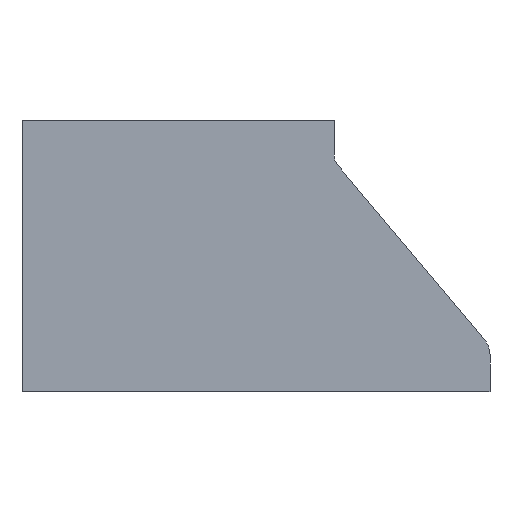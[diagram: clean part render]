
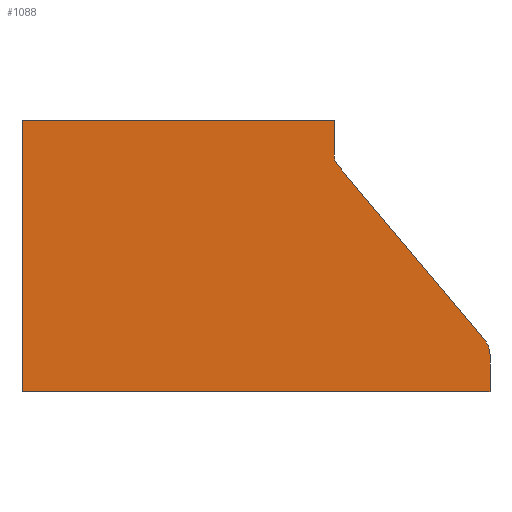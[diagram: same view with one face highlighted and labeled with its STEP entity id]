
A CAD part, front view. The second image highlights one B-rep face of the part: STEP entity #1088.
In plain terms, the highlighted planar face has unit normal (0, -1, 0).
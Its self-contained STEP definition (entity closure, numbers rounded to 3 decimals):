
#68 = VECTOR ( 'NONE', #797, 1000. ) ;
#155 = LINE ( 'NONE', #792, #160 ) ;
#160 = VECTOR ( 'NONE', #817, 1000. ) ;
#167 = LINE ( 'NONE', #833, #170 ) ;
#169 = LINE ( 'NONE', #928, #172 ) ;
#170 = VECTOR ( 'NONE', #800, 1000. ) ;
#172 = VECTOR ( 'NONE', #801, 1000. ) ;
#247 = LINE ( 'NONE', #971, #250 ) ;
#250 = VECTOR ( 'NONE', #970, 1000. ) ;
#314 = FACE_OUTER_BOUND ( 'NONE', #1611, .T. ) ;
#368 = CIRCLE ( 'NONE', #748, 30. ) ;
#369 = LINE ( 'NONE', #1145, #371 ) ;
#370 = CIRCLE ( 'NONE', #747, 20. ) ;
#371 = VECTOR ( 'NONE', #1143, 1000. ) ;
#474 = EDGE_CURVE ( 'NONE', #1660, #1726, #1760, .T. ) ;
#556 = EDGE_CURVE ( 'NONE', #1701, #1655, #155, .T. ) ;
#561 = EDGE_CURVE ( 'NONE', #1726, #1701, #167, .T. ) ;
#562 = EDGE_CURVE ( 'NONE', #1656, #1655, #169, .T. ) ;
#581 = CARTESIAN_POINT ( 'NONE',  ( 200., 0., -348. ) ) ;
#583 = CARTESIAN_POINT ( 'NONE',  ( 600., 0., 0. ) ) ;
#606 = CARTESIAN_POINT ( 'NONE',  ( 200., 0., 0. ) ) ;
#610 = CARTESIAN_POINT ( 'NONE',  ( 604.688, 0., -57.3 ) ) ;
#612 = CARTESIAN_POINT ( 'NONE',  ( 792.967, 0., -281.352 ) ) ;
#663 = CARTESIAN_POINT ( 'NONE',  ( 800., 0., -348. ) ) ;
#671 = CARTESIAN_POINT ( 'NONE',  ( 600., 0., -44.433 ) ) ;
#702 = EDGE_CURVE ( 'NONE', #1660, #1729, #247, .T. ) ;
#747 = AXIS2_PLACEMENT_3D ( 'NONE', #1130, #1129, #1128 ) ;
#748 = AXIS2_PLACEMENT_3D ( 'NONE', #1135, #1134, #1133 ) ;
#764 = AXIS2_PLACEMENT_3D ( 'NONE', #1246, #1241, #1240 ) ;
#792 = CARTESIAN_POINT ( 'NONE',  ( -200., 0., 0. ) ) ;
#797 = DIRECTION ( 'NONE',  ( -1., 0., 0. ) ) ;
#800 = DIRECTION ( 'NONE',  ( 0., 0., 1. ) ) ;
#801 = DIRECTION ( 'NONE',  ( 0., 0., 1. ) ) ;
#817 = DIRECTION ( 'NONE',  ( 1., 0., 0. ) ) ;
#833 = CARTESIAN_POINT ( 'NONE',  ( 200., 0., 0. ) ) ;
#927 = CARTESIAN_POINT ( 'NONE',  ( -400., 0., -348. ) ) ;
#928 = CARTESIAN_POINT ( 'NONE',  ( 600., 0., 0. ) ) ;
#953 = CARTESIAN_POINT ( 'NONE',  ( 800., 0., -300.652 ) ) ;
#970 = DIRECTION ( 'NONE',  ( 0., 0., 1. ) ) ;
#971 = CARTESIAN_POINT ( 'NONE',  ( 800., 0., -300.652 ) ) ;
#1088 = ADVANCED_FACE ( 'NONE', ( #314 ), #1242, .F. ) ;
#1128 = DIRECTION ( 'NONE',  ( 0., 0., 1. ) ) ;
#1129 = DIRECTION ( 'NONE',  ( 0., 1., 0. ) ) ;
#1130 = CARTESIAN_POINT ( 'NONE',  ( 620., 0., -44.433 ) ) ;
#1133 = DIRECTION ( 'NONE',  ( 0., 0., 1. ) ) ;
#1134 = DIRECTION ( 'NONE',  ( 0., -1., 0. ) ) ;
#1135 = CARTESIAN_POINT ( 'NONE',  ( 770., 0., -300.652 ) ) ;
#1143 = DIRECTION ( 'NONE',  ( -0.643, 0., 0.766 ) ) ;
#1145 = CARTESIAN_POINT ( 'NONE',  ( 604.688, 0., -57.3 ) ) ;
#1240 = DIRECTION ( 'NONE',  ( 0., 0., 1. ) ) ;
#1241 = DIRECTION ( 'NONE',  ( 0., 1., 0. ) ) ;
#1242 = PLANE ( 'NONE',  #764 ) ;
#1246 = CARTESIAN_POINT ( 'NONE',  ( -220., 0., -44.433 ) ) ;
#1352 = EDGE_CURVE ( 'NONE', #1729, #1696, #368, .T. ) ;
#1353 = EDGE_CURVE ( 'NONE', #1696, #1697, #369, .T. ) ;
#1354 = EDGE_CURVE ( 'NONE', #1697, #1656, #370, .T. ) ;
#1512 = ORIENTED_EDGE ( 'NONE', *, *, #562, .T. ) ;
#1513 = ORIENTED_EDGE ( 'NONE', *, *, #1354, .T. ) ;
#1514 = ORIENTED_EDGE ( 'NONE', *, *, #1353, .T. ) ;
#1515 = ORIENTED_EDGE ( 'NONE', *, *, #1352, .T. ) ;
#1516 = ORIENTED_EDGE ( 'NONE', *, *, #702, .T. ) ;
#1517 = ORIENTED_EDGE ( 'NONE', *, *, #474, .F. ) ;
#1518 = ORIENTED_EDGE ( 'NONE', *, *, #561, .F. ) ;
#1519 = ORIENTED_EDGE ( 'NONE', *, *, #556, .F. ) ;
#1611 = EDGE_LOOP ( 'NONE', ( #1519, #1518, #1517, #1516, #1515, #1514, #1513, #1512 ) ) ;
#1655 = VERTEX_POINT ( 'NONE', #583 ) ;
#1656 = VERTEX_POINT ( 'NONE', #671 ) ;
#1660 = VERTEX_POINT ( 'NONE', #663 ) ;
#1696 = VERTEX_POINT ( 'NONE', #612 ) ;
#1697 = VERTEX_POINT ( 'NONE', #610 ) ;
#1701 = VERTEX_POINT ( 'NONE', #606 ) ;
#1726 = VERTEX_POINT ( 'NONE', #581 ) ;
#1729 = VERTEX_POINT ( 'NONE', #953 ) ;
#1760 = LINE ( 'NONE', #927, #68 ) ;
